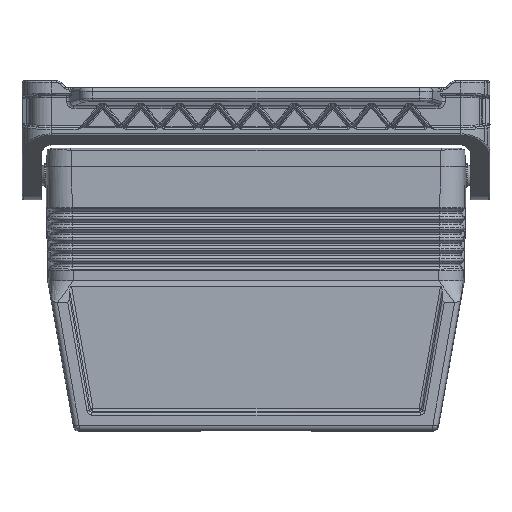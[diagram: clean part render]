
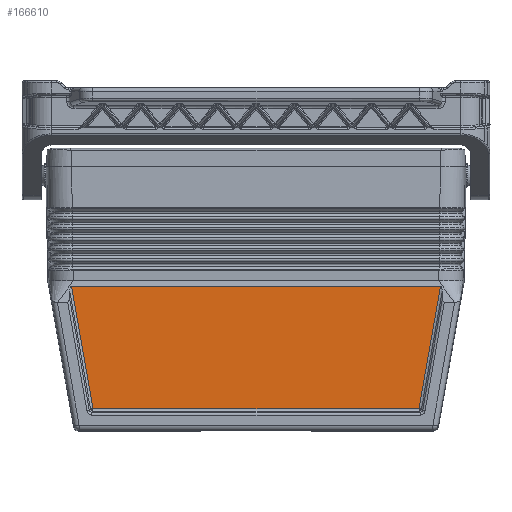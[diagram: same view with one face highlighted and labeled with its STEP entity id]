
A CAD part, front view. The second image highlights one B-rep face of the part: STEP entity #166610.
In plain terms, the highlighted face is planar.
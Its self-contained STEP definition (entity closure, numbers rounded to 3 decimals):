
#59750=CARTESIAN_POINT('',(417.083,44.373,
69.818));
#59760=DIRECTION('',(0.,1.,0.));
#59770=VECTOR('',#59760,1.);
#59780=LINE('',#59750,#59770);
#59790=CARTESIAN_POINT('',(417.083,-16.265,
69.818));
#59800=VERTEX_POINT('',#59790);
#59810=CARTESIAN_POINT('',(417.083,77.078,
69.818));
#59820=VERTEX_POINT('',#59810);
#59830=EDGE_CURVE('',#59800,#59820,#59780,.T.);
#160690=CARTESIAN_POINT('',(417.083,-22.423,
34.87));
#160700=VERTEX_POINT('',#160690);
#160730=CARTESIAN_POINT('',(417.083,44.373,
34.87));
#160740=DIRECTION('',(0.,1.,0.));
#160750=VECTOR('',#160740,1.);
#160760=LINE('',#160730,#160750);
#160770=CARTESIAN_POINT('',(417.083,83.235,
34.87));
#160780=VERTEX_POINT('',#160770);
#160790=EDGE_CURVE('',#160700,#160780,#160760,.T.);
#166400=CARTESIAN_POINT('',(417.083,-12.317,
48.893));
#166410=DIRECTION('',(1.,0.,0.));
#166420=DIRECTION('',(0.,1.,0.));
#166430=AXIS2_PLACEMENT_3D('',#166400,#166410,#166420);
#166440=PLANE('',#166430);
#166450=CARTESIAN_POINT('',(417.083,-26.411,
12.233));
#166460=DIRECTION('',(0.,0.174,
0.985));
#166470=VECTOR('',#166460,1.);
#166480=LINE('',#166450,#166470);
#166490=EDGE_CURVE('',#160700,#59800,#166480,.T.);
#166500=ORIENTED_EDGE('',*,*,#166490,.F.);
#166510=ORIENTED_EDGE('',*,*,#59830,.F.);
#166520=CARTESIAN_POINT('',(417.083,87.223,
12.233));
#166530=DIRECTION('',(0.,-0.174,
0.985));
#166540=VECTOR('',#166530,1.);
#166550=LINE('',#166520,#166540);
#166560=EDGE_CURVE('',#160780,#59820,#166550,.T.);
#166570=ORIENTED_EDGE('',*,*,#166560,.T.);
#166580=ORIENTED_EDGE('',*,*,#160790,.T.);
#166590=EDGE_LOOP('',(#166580,#166570,#166510,#166500));
#166600=FACE_OUTER_BOUND('',#166590,.T.);
#166610=ADVANCED_FACE('',(#166600),#166440,.T.);
